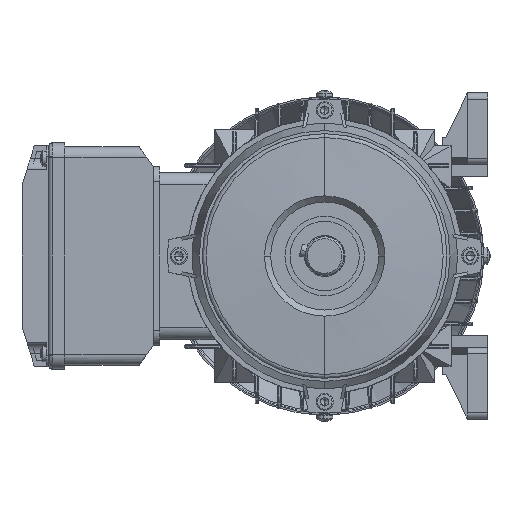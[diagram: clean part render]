
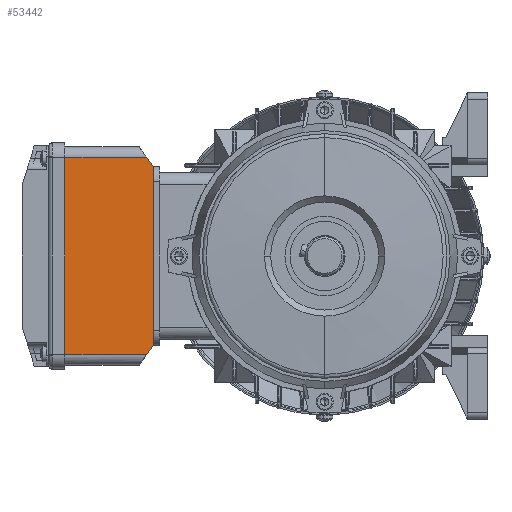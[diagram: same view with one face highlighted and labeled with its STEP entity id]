
A CAD part, left-side view. The second image highlights one B-rep face of the part: STEP entity #53442.
In plain terms, the highlighted face is planar.
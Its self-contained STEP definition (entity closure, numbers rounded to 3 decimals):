
#53442 = ADVANCED_FACE ( 'NONE', ( #90395 ), #90393, .F. ) ;
#53443 = EDGE_LOOP ( 'NONE', ( #53444, #53448, #53451, #53454, #53515, #53518 ) ) ;
#53444 = ORIENTED_EDGE ( 'NONE', *, *, #53445, .F. ) ;
#53445 = EDGE_CURVE ( 'NONE', #53446, #53447, #90394, .T. ) ;
#53446 = VERTEX_POINT ( 'NONE', #90385 ) ;
#53447 = VERTEX_POINT ( 'NONE', #90384 ) ;
#53448 = ORIENTED_EDGE ( 'NONE', *, *, #53449, .T. ) ;
#53449 = EDGE_CURVE ( 'NONE', #53446, #53450, #90447, .T. ) ;
#53450 = VERTEX_POINT ( 'NONE', #90443 ) ;
#53451 = ORIENTED_EDGE ( 'NONE', *, *, #53452, .T. ) ;
#53452 = EDGE_CURVE ( 'NONE', #53450, #53453, #90442, .T. ) ;
#53453 = VERTEX_POINT ( 'NONE', #90438 ) ;
#53454 = ORIENTED_EDGE ( 'NONE', *, *, #53455, .T. ) ;
#53455 = EDGE_CURVE ( 'NONE', #53453, #53514, #90437, .T. ) ;
#53514 = VERTEX_POINT ( 'NONE', #90532 ) ;
#53515 = ORIENTED_EDGE ( 'NONE', *, *, #53516, .T. ) ;
#53516 = EDGE_CURVE ( 'NONE', #53514, #53517, #90531, .T. ) ;
#53517 = VERTEX_POINT ( 'NONE', #90527 ) ;
#53518 = ORIENTED_EDGE ( 'NONE', *, *, #53519, .T. ) ;
#53519 = EDGE_CURVE ( 'NONE', #53517, #53447, #90526, .T. ) ;
#90384 = CARTESIAN_POINT ( 'NONE',  ( -48.5, -43.5, 68.5 ) ) ;
#90385 = CARTESIAN_POINT ( 'NONE',  ( 48.5, -43.5, 68.5 ) ) ;
#90386 = DIRECTION ( 'NONE',  ( -1., 0., 0. ) ) ;
#90387 = VECTOR ( 'NONE', #90386, 1000. ) ;
#90388 = CARTESIAN_POINT ( 'NONE',  ( 53.5, -43.5, 68.5 ) ) ;
#90389 = DIRECTION ( 'NONE',  ( -1., 0., 0. ) ) ;
#90390 = DIRECTION ( 'NONE',  ( 0., 0., -1. ) ) ;
#90391 = CARTESIAN_POINT ( 'NONE',  ( 53.5, -47., 68.5 ) ) ;
#90392 = AXIS2_PLACEMENT_3D ( 'NONE', #90391, #90390, #90389 ) ;
#90393 = PLANE ( 'NONE',  #90392 ) ;
#90394 = LINE ( 'NONE', #90388, #90387 ) ;
#90395 = FACE_OUTER_BOUND ( 'NONE', #53443, .T. ) ;
#90434 = DIRECTION ( 'NONE',  ( -1., 0., 0. ) ) ;
#90435 = VECTOR ( 'NONE', #90434, 1000. ) ;
#90436 = CARTESIAN_POINT ( 'NONE',  ( 53.5, 0., 68.5 ) ) ;
#90437 = LINE ( 'NONE', #90436, #90435 ) ;
#90438 = CARTESIAN_POINT ( 'NONE',  ( 44., 0., 68.5 ) ) ;
#90439 = DIRECTION ( 'NONE',  ( -0.805, 0.593, 0. ) ) ;
#90440 = VECTOR ( 'NONE', #90439, 1000. ) ;
#90441 = CARTESIAN_POINT ( 'NONE',  ( 53.5, -7., 68.5 ) ) ;
#90442 = LINE ( 'NONE', #90441, #90440 ) ;
#90443 = CARTESIAN_POINT ( 'NONE',  ( 48.5, -3.316, 68.5 ) ) ;
#90444 = DIRECTION ( 'NONE',  ( 0., 1., 0. ) ) ;
#90445 = VECTOR ( 'NONE', #90444, 1000. ) ;
#90446 = CARTESIAN_POINT ( 'NONE',  ( 48.5, -47., 68.5 ) ) ;
#90447 = LINE ( 'NONE', #90446, #90445 ) ;
#90523 = DIRECTION ( 'NONE',  ( 0., -1., 0. ) ) ;
#90524 = VECTOR ( 'NONE', #90523, 1000. ) ;
#90525 = CARTESIAN_POINT ( 'NONE',  ( -48.5, -47., 68.5 ) ) ;
#90526 = LINE ( 'NONE', #90525, #90524 ) ;
#90527 = CARTESIAN_POINT ( 'NONE',  ( -48.5, -3.316, 68.5 ) ) ;
#90528 = DIRECTION ( 'NONE',  ( -0.805, -0.593, 0. ) ) ;
#90529 = VECTOR ( 'NONE', #90528, 1000. ) ;
#90530 = CARTESIAN_POINT ( 'NONE',  ( -53.5, -7., 68.5 ) ) ;
#90531 = LINE ( 'NONE', #90530, #90529 ) ;
#90532 = CARTESIAN_POINT ( 'NONE',  ( -44., 0., 68.5 ) ) ;
